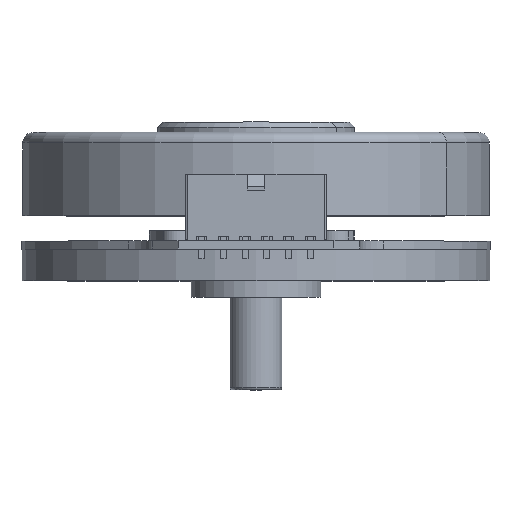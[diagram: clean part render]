
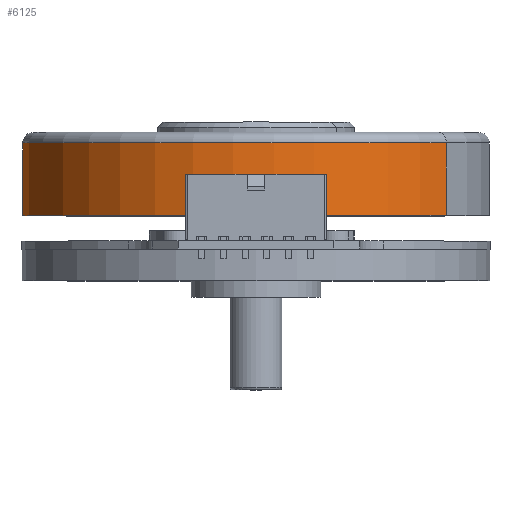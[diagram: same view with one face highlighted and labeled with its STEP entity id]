
A CAD part, top view. The second image highlights one B-rep face of the part: STEP entity #6125.
In plain terms, the highlighted cylindrical face has radius 45 mm (diameter 90 mm), a partial arc.
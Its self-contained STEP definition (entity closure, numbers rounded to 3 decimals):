
#138 = DIRECTION ( 'NONE',  ( 0., 0., 1. ) ) ;
#365 = LINE ( 'NONE', #16582, #13055 ) ;
#1269 = DIRECTION ( 'NONE',  ( -1., 0., 0. ) ) ;
#1460 = DIRECTION ( 'NONE',  ( -1., 0., 0. ) ) ;
#1688 = DIRECTION ( 'NONE',  ( -1., 0., 0. ) ) ;
#1881 = CARTESIAN_POINT ( 'NONE',  ( 4., 0., 45. ) ) ;
#3035 = ORIENTED_EDGE ( 'NONE', *, *, #8595, .F. ) ;
#3087 = CARTESIAN_POINT ( 'NONE',  ( 18., 0., 0. ) ) ;
#3824 = VERTEX_POINT ( 'NONE', #16828 ) ;
#4296 = ORIENTED_EDGE ( 'NONE', *, *, #6873, .T. ) ;
#4999 = DIRECTION ( 'NONE',  ( 0., 0., 1. ) ) ;
#6125 = ADVANCED_FACE ( 'NONE', ( #13069 ), #6721, .T. ) ;
#6721 = CYLINDRICAL_SURFACE ( 'NONE', #10562, 45. ) ;
#6820 = AXIS2_PLACEMENT_3D ( 'NONE', #3087, #1688, #138 ) ;
#6873 = EDGE_CURVE ( 'NONE', #14764, #8224, #7355, .T. ) ;
#7355 = CIRCLE ( 'NONE', #6820, 45. ) ;
#8093 = VERTEX_POINT ( 'NONE', #1881 ) ;
#8224 = VERTEX_POINT ( 'NONE', #14804 ) ;
#8595 = EDGE_CURVE ( 'NONE', #14764, #8093, #365, .T. ) ;
#8633 = LINE ( 'NONE', #12563, #16320 ) ;
#8741 = AXIS2_PLACEMENT_3D ( 'NONE', #11758, #17670, #4999 ) ;
#9063 = EDGE_LOOP ( 'NONE', ( #4296, #13458, #13322, #3035 ) ) ;
#9955 = EDGE_CURVE ( 'NONE', #8093, #3824, #13342, .T. ) ;
#10562 = AXIS2_PLACEMENT_3D ( 'NONE', #10958, #17976, #12419 ) ;
#10958 = CARTESIAN_POINT ( 'NONE',  ( 0., 0., 0. ) ) ;
#11758 = CARTESIAN_POINT ( 'NONE',  ( 4., 0., 0. ) ) ;
#12419 = DIRECTION ( 'NONE',  ( 0., 0., 1. ) ) ;
#12563 = CARTESIAN_POINT ( 'NONE',  ( 0., 0., -45. ) ) ;
#13055 = VECTOR ( 'NONE', #1269, 1000. ) ;
#13069 = FACE_OUTER_BOUND ( 'NONE', #9063, .T. ) ;
#13322 = ORIENTED_EDGE ( 'NONE', *, *, #9955, .F. ) ;
#13342 = CIRCLE ( 'NONE', #8741, 45. ) ;
#13458 = ORIENTED_EDGE ( 'NONE', *, *, #18066, .T. ) ;
#14764 = VERTEX_POINT ( 'NONE', #15738 ) ;
#14804 = CARTESIAN_POINT ( 'NONE',  ( 18., 0., -45. ) ) ;
#15738 = CARTESIAN_POINT ( 'NONE',  ( 18., 0., 45. ) ) ;
#16320 = VECTOR ( 'NONE', #1460, 1000. ) ;
#16582 = CARTESIAN_POINT ( 'NONE',  ( 0., 0., 45. ) ) ;
#16828 = CARTESIAN_POINT ( 'NONE',  ( 4., 0., -45. ) ) ;
#17670 = DIRECTION ( 'NONE',  ( -1., 0., 0. ) ) ;
#17976 = DIRECTION ( 'NONE',  ( -1., 0., 0. ) ) ;
#18066 = EDGE_CURVE ( 'NONE', #8224, #3824, #8633, .T. ) ;
